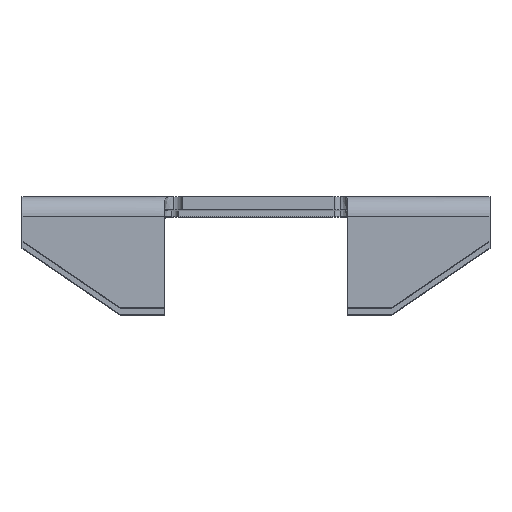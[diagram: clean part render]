
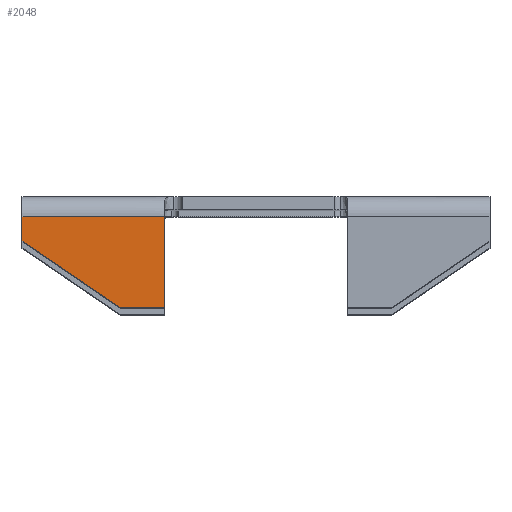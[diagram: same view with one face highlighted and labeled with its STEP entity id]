
A CAD part, top view. The second image highlights one B-rep face of the part: STEP entity #2048.
In plain terms, the highlighted planar face has unit normal (0, 0, 1).
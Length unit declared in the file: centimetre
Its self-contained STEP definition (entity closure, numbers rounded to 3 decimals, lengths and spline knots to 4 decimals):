
#136=FACE_OUTER_BOUND('',#270,.T.);
#270=EDGE_LOOP('',(#1497,#1498,#1499,#1500,#1501));
#502=LINE('',#3198,#712);
#510=LINE('',#3279,#720);
#513=LINE('',#3286,#723);
#514=LINE('',#3287,#724);
#515=LINE('',#3288,#725);
#712=VECTOR('',#2481,3.2);
#720=VECTOR('',#2507,2.05);
#723=VECTOR('',#2512,2.6627);
#724=VECTOR('',#2513,1.);
#725=VECTOR('',#2514,0.55);
#930=VERTEX_POINT('',#3191);
#932=VERTEX_POINT('',#3197);
#936=VERTEX_POINT('',#3278);
#938=VERTEX_POINT('',#3284);
#939=VERTEX_POINT('',#3285);
#1132=EDGE_CURVE('',#932,#930,#502,.T.);
#1144=EDGE_CURVE('',#932,#936,#510,.T.);
#1147=EDGE_CURVE('',#938,#939,#513,.T.);
#1148=EDGE_CURVE('',#936,#938,#514,.T.);
#1149=EDGE_CURVE('',#939,#930,#515,.T.);
#1497=ORIENTED_EDGE('',*,*,#1147,.F.);
#1498=ORIENTED_EDGE('',*,*,#1148,.F.);
#1499=ORIENTED_EDGE('',*,*,#1144,.F.);
#1500=ORIENTED_EDGE('',*,*,#1132,.T.);
#1501=ORIENTED_EDGE('',*,*,#1149,.F.);
#1952=PLANE('',#2203);
#2048=ADVANCED_FACE('',(#136),#1952,.T.);
#2203=AXIS2_PLACEMENT_3D('',#3283,#2510,#2511);
#2481=DIRECTION('',(-1.,0.,0.));
#2507=DIRECTION('',(0.,-1.,0.));
#2510=DIRECTION('center_axis',(0.,0.,1.));
#2511=DIRECTION('ref_axis',(-1.,0.,0.));
#2512=DIRECTION('',(-0.826,0.563,0.));
#2513=DIRECTION('',(-1.,0.,0.));
#2514=DIRECTION('',(0.,1.,0.));
#3191=CARTESIAN_POINT('',(142.9,3.35,48.95));
#3197=CARTESIAN_POINT('',(146.1,3.35,48.95));
#3198=CARTESIAN_POINT('',(146.1,3.35,48.95));
#3278=CARTESIAN_POINT('',(146.1,1.3,48.95));
#3279=CARTESIAN_POINT('',(146.1,3.35,48.95));
#3283=CARTESIAN_POINT('Origin',(148.2368,3.8,48.95));
#3284=CARTESIAN_POINT('',(145.1,1.3,48.95));
#3285=CARTESIAN_POINT('',(142.9,2.8,48.95));
#3286=CARTESIAN_POINT('',(145.1,1.3,48.95));
#3287=CARTESIAN_POINT('',(146.1,1.3,48.95));
#3288=CARTESIAN_POINT('',(142.9,2.8,48.95));
